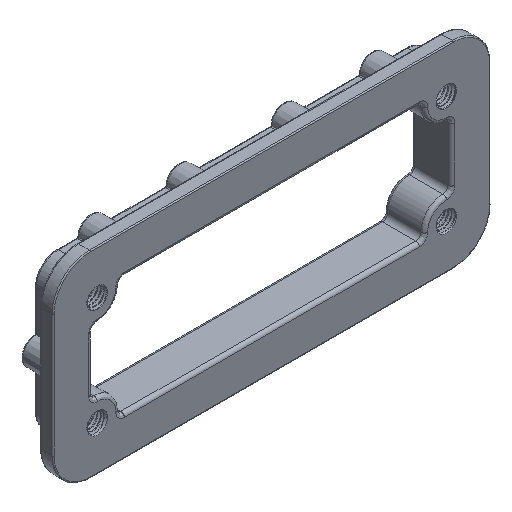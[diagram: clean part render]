
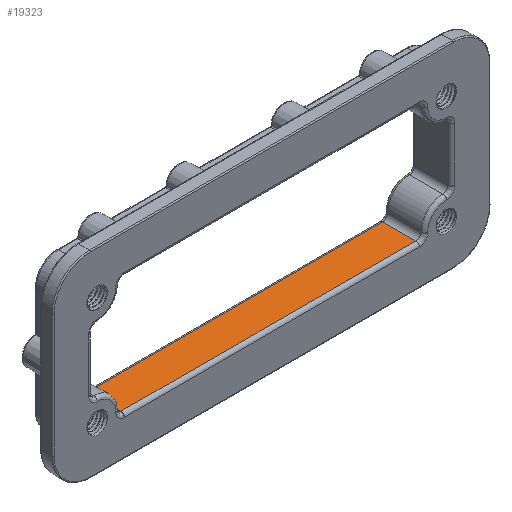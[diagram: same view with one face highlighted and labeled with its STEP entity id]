
A CAD part, isometric view. The second image highlights one B-rep face of the part: STEP entity #19323.
In plain terms, the highlighted planar face has unit normal (0, 0.018, 1).
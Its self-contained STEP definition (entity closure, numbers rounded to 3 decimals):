
#6812=DIRECTION('',(-1.,0.,0.));
#6813=VECTOR('',#6812,87.036);
#6814=CARTESIAN_POINT('',(43.518,1.017,-17.518));
#6815=LINE('',#6814,#6813);
#6816=DIRECTION('',(0.017,-1.,0.017));
#6817=VECTOR('',#6816,10.003);
#6818=CARTESIAN_POINT('',(-43.693,11.017,
-17.692));
#6819=LINE('',#6818,#6817);
#6820=DIRECTION('',(1.,0.,0.));
#6821=VECTOR('',#6820,87.385);
#6822=CARTESIAN_POINT('',(-43.693,11.017,
-17.692));
#6823=LINE('',#6822,#6821);
#6824=DIRECTION('',(-0.017,-1.,0.017));
#6825=VECTOR('',#6824,10.003);
#6826=CARTESIAN_POINT('',(43.693,11.017,-17.692));
#6827=LINE('',#6826,#6825);
#6916=CARTESIAN_POINT('',(43.518,1.017,-17.518));
#10069=VERTEX_POINT('',#6916);
#10072=CARTESIAN_POINT('',(-43.518,1.017,
-17.518));
#10073=VERTEX_POINT('',#10072);
#10100=CARTESIAN_POINT('',(-43.693,11.017,
-17.692));
#10101=VERTEX_POINT('',#10100);
#10104=CARTESIAN_POINT('',(43.693,11.017,
-17.692));
#10105=VERTEX_POINT('',#10104);
#19309=CARTESIAN_POINT('',(47.867,0.,-17.5));
#19310=DIRECTION('',(0.,-0.017,-1.));
#19311=DIRECTION('',(1.,0.,0.));
#19312=AXIS2_PLACEMENT_3D('',#19309,#19310,#19311);
#19313=PLANE('',#19312);
#19315=ORIENTED_EDGE('',*,*,#19314,.T.);
#19317=ORIENTED_EDGE('',*,*,#19316,.F.);
#19318=ORIENTED_EDGE('',*,*,#19303,.T.);
#19320=ORIENTED_EDGE('',*,*,#19319,.T.);
#19321=EDGE_LOOP('',(#19315,#19317,#19318,#19320));
#19322=FACE_OUTER_BOUND('',#19321,.F.);
#19303=EDGE_CURVE('',#10101,#10105,#6823,.T.);
#19314=EDGE_CURVE('',#10069,#10073,#6815,.T.);
#19316=EDGE_CURVE('',#10101,#10073,#6819,.T.);
#19319=EDGE_CURVE('',#10105,#10069,#6827,.T.);
#19323=ADVANCED_FACE('',(#19322),#19313,.F.);
